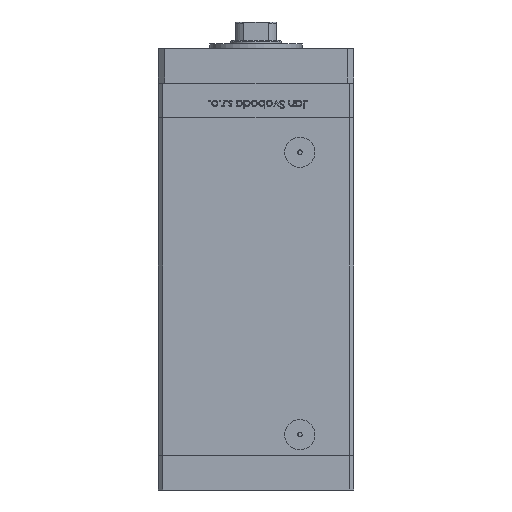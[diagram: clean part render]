
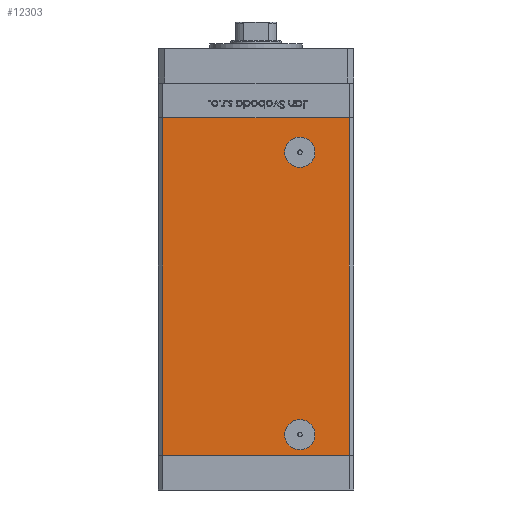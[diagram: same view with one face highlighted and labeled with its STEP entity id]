
A CAD part, front view. The second image highlights one B-rep face of the part: STEP entity #12303.
In plain terms, the highlighted planar face has unit normal (0, -1, 0).
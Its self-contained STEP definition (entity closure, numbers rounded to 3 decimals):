
#23 = CARTESIAN_POINT ( 'NONE',  ( -40.5, -37.5, 0. ) ) ;
#1129 = CARTESIAN_POINT ( 'NONE',  ( 19., -37.5, 138.08 ) ) ;
#1860 = VERTEX_POINT ( 'NONE', #20333 ) ;
#2327 = CARTESIAN_POINT ( 'NONE',  ( 19., -37.5, 131.5 ) ) ;
#3141 = LINE ( 'NONE', #11275, #27378 ) ;
#3603 = DIRECTION ( 'NONE',  ( 0., 1., 0. ) ) ;
#6224 = EDGE_LOOP ( 'NONE', ( #14189, #51283 ) ) ;
#6505 = EDGE_LOOP ( 'NONE', ( #14540, #30105, #13026, #24434 ) ) ;
#6872 = DIRECTION ( 'NONE',  ( 0., 1., 0. ) ) ;
#7408 = FACE_BOUND ( 'NONE', #8684, .T. ) ;
#7678 = FACE_OUTER_BOUND ( 'NONE', #6505, .T. ) ;
#8431 = VERTEX_POINT ( 'NONE', #23 ) ;
#8684 = EDGE_LOOP ( 'NONE', ( #25592, #18963 ) ) ;
#8983 = LINE ( 'NONE', #41821, #37222 ) ;
#8991 = DIRECTION ( 'NONE',  ( 0., 0., -1. ) ) ;
#9301 = AXIS2_PLACEMENT_3D ( 'NONE', #46167, #22034, #8991 ) ;
#9788 = CARTESIAN_POINT ( 'NONE',  ( 40.5, -37.5, 146.5 ) ) ;
#9995 = VECTOR ( 'NONE', #26820, 1000. ) ;
#11275 = CARTESIAN_POINT ( 'NONE',  ( 40.5, -37.5, 146.5 ) ) ;
#12303 = ADVANCED_FACE ( 'NONE', ( #7408, #7678, #20196 ), #27515, .F. ) ;
#13026 = ORIENTED_EDGE ( 'NONE', *, *, #15453, .F. ) ;
#14189 = ORIENTED_EDGE ( 'NONE', *, *, #19556, .T. ) ;
#14536 = DIRECTION ( 'NONE',  ( 0., 1., 0. ) ) ;
#14540 = ORIENTED_EDGE ( 'NONE', *, *, #21537, .T. ) ;
#15453 = EDGE_CURVE ( 'NONE', #43231, #44223, #34759, .T. ) ;
#15472 = EDGE_CURVE ( 'NONE', #43231, #8431, #8983, .T. ) ;
#18418 = CARTESIAN_POINT ( 'NONE',  ( -40.5, -37.5, 0. ) ) ;
#18687 = EDGE_CURVE ( 'NONE', #50781, #40278, #23521, .T. ) ;
#18963 = ORIENTED_EDGE ( 'NONE', *, *, #18687, .F. ) ;
#19556 = EDGE_CURVE ( 'NONE', #1860, #19703, #51227, .T. ) ;
#19703 = VERTEX_POINT ( 'NONE', #1129 ) ;
#20196 = FACE_BOUND ( 'NONE', #6224, .T. ) ;
#20333 = CARTESIAN_POINT ( 'NONE',  ( 19., -37.5, 124.92 ) ) ;
#21484 = CARTESIAN_POINT ( 'NONE',  ( -40.5, -37.5, 146.5 ) ) ;
#21537 = EDGE_CURVE ( 'NONE', #8431, #48166, #35214, .T. ) ;
#21710 = EDGE_CURVE ( 'NONE', #19703, #1860, #52460, .T. ) ;
#22034 = DIRECTION ( 'NONE',  ( 0., -1., 0. ) ) ;
#22581 = EDGE_CURVE ( 'NONE', #44223, #48166, #3141, .T. ) ;
#23521 = CIRCLE ( 'NONE', #45160, 6.58 ) ;
#23680 = DIRECTION ( 'NONE',  ( 0., -1., 0. ) ) ;
#23719 = DIRECTION ( 'NONE',  ( 0., 0., 1. ) ) ;
#24434 = ORIENTED_EDGE ( 'NONE', *, *, #15472, .T. ) ;
#25592 = ORIENTED_EDGE ( 'NONE', *, *, #26304, .F. ) ;
#26304 = EDGE_CURVE ( 'NONE', #40278, #50781, #39646, .T. ) ;
#26729 = AXIS2_PLACEMENT_3D ( 'NONE', #44042, #6872, #23719 ) ;
#26820 = DIRECTION ( 'NONE',  ( 1., 0., 0. ) ) ;
#26842 = VECTOR ( 'NONE', #42350, 1000. ) ;
#26983 = CARTESIAN_POINT ( 'NONE',  ( 40.5, -37.5, 0. ) ) ;
#27378 = VECTOR ( 'NONE', #45438, 1000. ) ;
#27515 = PLANE ( 'NONE',  #26729 ) ;
#28286 = CARTESIAN_POINT ( 'NONE',  ( 19., -37.5, 9. ) ) ;
#30105 = ORIENTED_EDGE ( 'NONE', *, *, #22581, .F. ) ;
#31812 = CARTESIAN_POINT ( 'NONE',  ( 19., -37.5, 131.5 ) ) ;
#32095 = DIRECTION ( 'NONE',  ( 0., 0., -1. ) ) ;
#34759 = LINE ( 'NONE', #21484, #26842 ) ;
#35214 = LINE ( 'NONE', #18418, #9995 ) ;
#37222 = VECTOR ( 'NONE', #50493, 1000. ) ;
#37738 = CARTESIAN_POINT ( 'NONE',  ( 19., -37.5, 2.42 ) ) ;
#39646 = CIRCLE ( 'NONE', #9301, 6.58 ) ;
#40278 = VERTEX_POINT ( 'NONE', #37738 ) ;
#40459 = CARTESIAN_POINT ( 'NONE',  ( -40.5, -37.5, 146.5 ) ) ;
#41821 = CARTESIAN_POINT ( 'NONE',  ( -40.5, -37.5, 146.5 ) ) ;
#42350 = DIRECTION ( 'NONE',  ( 1., 0., 0. ) ) ;
#43231 = VERTEX_POINT ( 'NONE', #40459 ) ;
#44042 = CARTESIAN_POINT ( 'NONE',  ( -40.5, -37.5, 146.5 ) ) ;
#44223 = VERTEX_POINT ( 'NONE', #9788 ) ;
#44815 = DIRECTION ( 'NONE',  ( 0., 0., -1. ) ) ;
#45160 = AXIS2_PLACEMENT_3D ( 'NONE', #28286, #23680, #44815 ) ;
#45438 = DIRECTION ( 'NONE',  ( 0., 0., -1. ) ) ;
#46008 = AXIS2_PLACEMENT_3D ( 'NONE', #31812, #3603, #32095 ) ;
#46167 = CARTESIAN_POINT ( 'NONE',  ( 19., -37.5, 9. ) ) ;
#46378 = AXIS2_PLACEMENT_3D ( 'NONE', #2327, #14536, #47087 ) ;
#47087 = DIRECTION ( 'NONE',  ( 0., 0., -1. ) ) ;
#48166 = VERTEX_POINT ( 'NONE', #26983 ) ;
#50493 = DIRECTION ( 'NONE',  ( 0., 0., -1. ) ) ;
#50781 = VERTEX_POINT ( 'NONE', #53203 ) ;
#51227 = CIRCLE ( 'NONE', #46008, 6.58 ) ;
#51283 = ORIENTED_EDGE ( 'NONE', *, *, #21710, .T. ) ;
#52460 = CIRCLE ( 'NONE', #46378, 6.58 ) ;
#53203 = CARTESIAN_POINT ( 'NONE',  ( 19., -37.5, 15.58 ) ) ;
